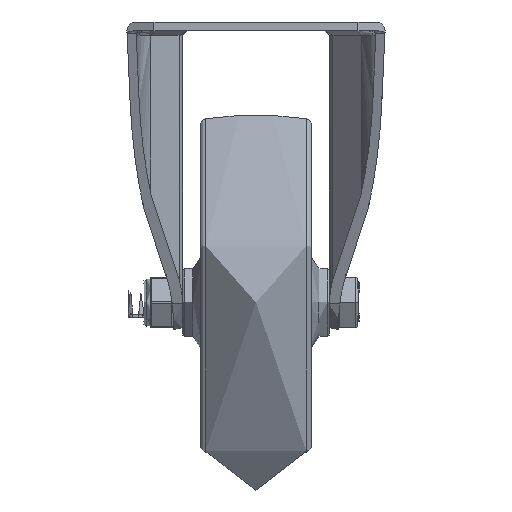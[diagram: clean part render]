
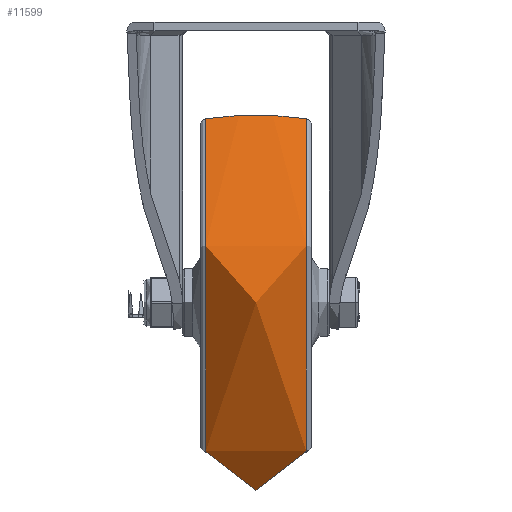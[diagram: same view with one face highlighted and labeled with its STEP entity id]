
A CAD part, left-side view. The second image highlights one B-rep face of the part: STEP entity #11599.
In plain terms, the highlighted free-form (B-spline) face has degree [2, 2] with [3, 9] control points.
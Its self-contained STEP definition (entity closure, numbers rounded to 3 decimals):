
#52=(
BOUNDED_SURFACE()
B_SPLINE_SURFACE(2,2,((#17732,#17733,#17734,#17735,#17736,#17737,#17738,
#17739,#17740),(#17741,#17742,#17743,#17744,#17745,#17746,#17747,#17748,
#17749),(#17750,#17751,#17752,#17753,#17754,#17755,#17756,#17757,#17758)),
 .UNSPECIFIED.,.F.,.T.,.F.)
B_SPLINE_SURFACE_WITH_KNOTS((3,3),(3,2,2,2,3),(-0.147,0.147),
(-3.142,-1.571,0.,1.571,3.142),
 .UNSPECIFIED.)
GEOMETRIC_REPRESENTATION_ITEM()
RATIONAL_B_SPLINE_SURFACE(((1.,0.707,1.,0.707,1.,
0.707,1.,0.707,1.),(0.989,0.7,
0.989,0.7,0.989,0.7,
0.989,0.7,0.989),(1.,0.707,
1.,0.707,1.,0.707,1.,0.707,1.)))
REPRESENTATION_ITEM('')
SURFACE()
);
#1000=FACE_OUTER_BOUND('',#1728,.T.);
#1728=EDGE_LOOP('',(#8544,#8545,#8546,#8547));
#2478=CIRCLE('',#12548,61.266);
#2479=CIRCLE('',#12549,114.833);
#2480=CIRCLE('',#12550,61.266);
#5171=VERTEX_POINT('',#17729);
#5172=VERTEX_POINT('',#17759);
#6445=EDGE_CURVE('',#5171,#5171,#2478,.T.);
#6446=EDGE_CURVE('',#5171,#5172,#2479,.T.);
#6447=EDGE_CURVE('',#5172,#5172,#2480,.T.);
#8544=ORIENTED_EDGE('',*,*,#6445,.F.);
#8545=ORIENTED_EDGE('',*,*,#6446,.T.);
#8546=ORIENTED_EDGE('',*,*,#6447,.T.);
#8547=ORIENTED_EDGE('',*,*,#6446,.F.);
#11599=ADVANCED_FACE('',(#1000),#52,.F.);
#12548=AXIS2_PLACEMENT_3D('',#17731,#13995,#13996);
#12549=AXIS2_PLACEMENT_3D('',#17760,#13997,#13998);
#12550=AXIS2_PLACEMENT_3D('',#17761,#13999,#14000);
#13995=DIRECTION('center_axis',(0.,1.,0.));
#13996=DIRECTION('ref_axis',(-1.,0.,0.));
#13997=DIRECTION('center_axis',(1.,0.,0.));
#13998=DIRECTION('ref_axis',(0.,0.,
1.));
#13999=DIRECTION('center_axis',(0.,1.,0.));
#14000=DIRECTION('ref_axis',(-1.,0.,0.));
#17729=CARTESIAN_POINT('',(0.,16.792,61.266));
#17731=CARTESIAN_POINT('Origin',(0.,16.792,
0.));
#17732=CARTESIAN_POINT('Ctrl Pts',(0.,-16.792,
61.266));
#17733=CARTESIAN_POINT('Ctrl Pts',(61.266,-16.792,61.266));
#17734=CARTESIAN_POINT('Ctrl Pts',(61.266,-16.792,0.));
#17735=CARTESIAN_POINT('Ctrl Pts',(61.266,-16.792,-61.266));
#17736=CARTESIAN_POINT('Ctrl Pts',(0.,-16.792,
-61.266));
#17737=CARTESIAN_POINT('Ctrl Pts',(-61.266,-16.792,
-61.266));
#17738=CARTESIAN_POINT('Ctrl Pts',(-61.266,-16.792,
0.));
#17739=CARTESIAN_POINT('Ctrl Pts',(-61.266,-16.792,
61.266));
#17740=CARTESIAN_POINT('Ctrl Pts',(0.,-16.792,
61.266));
#17741=CARTESIAN_POINT('Ctrl Pts',(0.,0.,
63.748));
#17742=CARTESIAN_POINT('Ctrl Pts',(63.748,0.,
63.748));
#17743=CARTESIAN_POINT('Ctrl Pts',(63.748,0.,
0.));
#17744=CARTESIAN_POINT('Ctrl Pts',(63.748,0.,
-63.748));
#17745=CARTESIAN_POINT('Ctrl Pts',(0.,0.,
-63.748));
#17746=CARTESIAN_POINT('Ctrl Pts',(-63.748,0.,
-63.748));
#17747=CARTESIAN_POINT('Ctrl Pts',(-63.748,0.,
0.));
#17748=CARTESIAN_POINT('Ctrl Pts',(-63.748,0.,
63.748));
#17749=CARTESIAN_POINT('Ctrl Pts',(0.,0.,
63.748));
#17750=CARTESIAN_POINT('Ctrl Pts',(0.,16.792,
61.266));
#17751=CARTESIAN_POINT('Ctrl Pts',(61.266,16.792,61.266));
#17752=CARTESIAN_POINT('Ctrl Pts',(61.266,16.792,0.));
#17753=CARTESIAN_POINT('Ctrl Pts',(61.266,16.792,-61.266));
#17754=CARTESIAN_POINT('Ctrl Pts',(0.,16.792,
-61.266));
#17755=CARTESIAN_POINT('Ctrl Pts',(-61.266,16.792,-61.266));
#17756=CARTESIAN_POINT('Ctrl Pts',(-61.266,16.792,0.));
#17757=CARTESIAN_POINT('Ctrl Pts',(-61.266,16.792,61.266));
#17758=CARTESIAN_POINT('Ctrl Pts',(0.,16.792,
61.266));
#17759=CARTESIAN_POINT('',(0.,-16.792,61.266));
#17760=CARTESIAN_POINT('Origin',(0.,0.,
-52.333));
#17761=CARTESIAN_POINT('Origin',(0.,-16.792,
0.));
